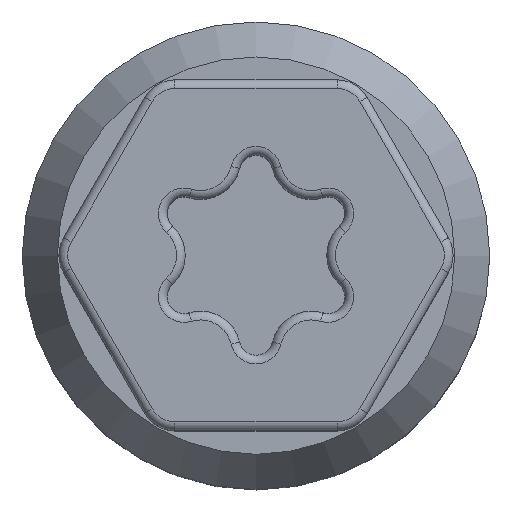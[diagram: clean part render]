
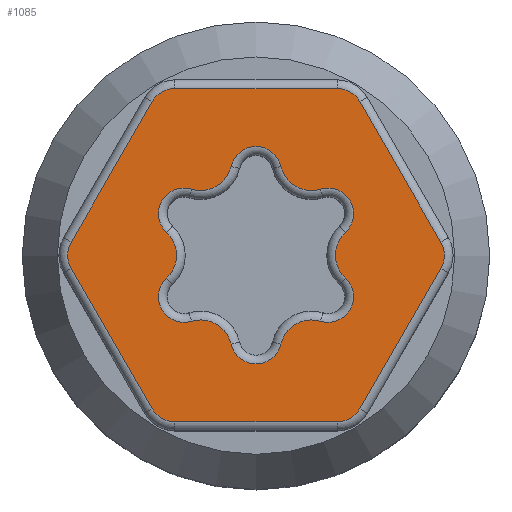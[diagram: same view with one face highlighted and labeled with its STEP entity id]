
A CAD part, top view. The second image highlights one B-rep face of the part: STEP entity #1085.
In plain terms, the highlighted planar face has unit normal (0, 0, 1).
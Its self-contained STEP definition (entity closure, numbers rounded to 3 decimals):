
#47=FACE_BOUND('',#203,.T.);
#62=PLANE('',#1221);
#130=FACE_OUTER_BOUND('',#202,.T.);
#202=EDGE_LOOP('',(#847,#848,#849,#850,#851,#852,#853,#854,#855,#856,#857,
#858));
#203=EDGE_LOOP('',(#859,#860,#861,#862,#863,#864,#865,#866,#867,#868,#869,
#870));
#277=LINE('',#1892,#342);
#278=LINE('',#1894,#343);
#279=LINE('',#1898,#344);
#280=LINE('',#1902,#345);
#281=LINE('',#1906,#346);
#282=LINE('',#1910,#347);
#342=VECTOR('',#1489,1000.);
#343=VECTOR('',#1490,1000.);
#344=VECTOR('',#1493,1000.);
#345=VECTOR('',#1496,1000.);
#346=VECTOR('',#1499,1000.);
#347=VECTOR('',#1502,1000.);
#390=CIRCLE('',#1190,0.6);
#396=CIRCLE('',#1197,0.584);
#400=CIRCLE('',#1202,0.584);
#402=CIRCLE('',#1205,0.712);
#414=CIRCLE('',#1222,0.6);
#415=CIRCLE('',#1223,0.6);
#416=CIRCLE('',#1224,0.6);
#417=CIRCLE('',#1225,0.6);
#418=CIRCLE('',#1226,0.6);
#419=CIRCLE('',#1227,0.712);
#420=CIRCLE('',#1228,0.712);
#421=CIRCLE('',#1229,0.712);
#422=CIRCLE('',#1230,0.584);
#423=CIRCLE('',#1231,0.712);
#424=CIRCLE('',#1232,0.584);
#425=CIRCLE('',#1233,0.584);
#426=CIRCLE('',#1234,0.712);
#427=CIRCLE('',#1235,0.584);
#494=VERTEX_POINT('',#1823);
#495=VERTEX_POINT('',#1824);
#500=VERTEX_POINT('',#1835);
#501=VERTEX_POINT('',#1837);
#504=VERTEX_POINT('',#1844);
#505=VERTEX_POINT('',#1846);
#506=VERTEX_POINT('',#1850);
#507=VERTEX_POINT('',#1851);
#522=VERTEX_POINT('',#1891);
#523=VERTEX_POINT('',#1893);
#524=VERTEX_POINT('',#1895);
#525=VERTEX_POINT('',#1897);
#526=VERTEX_POINT('',#1899);
#527=VERTEX_POINT('',#1901);
#528=VERTEX_POINT('',#1903);
#529=VERTEX_POINT('',#1905);
#530=VERTEX_POINT('',#1907);
#531=VERTEX_POINT('',#1909);
#532=VERTEX_POINT('',#1912);
#533=VERTEX_POINT('',#1915);
#534=VERTEX_POINT('',#1917);
#535=VERTEX_POINT('',#1919);
#536=VERTEX_POINT('',#1922);
#537=VERTEX_POINT('',#1924);
#609=EDGE_CURVE('',#494,#495,#390,.T.);
#615=EDGE_CURVE('',#501,#500,#396,.T.);
#619=EDGE_CURVE('',#505,#504,#400,.T.);
#621=EDGE_CURVE('',#506,#507,#402,.T.);
#641=EDGE_CURVE('',#522,#494,#277,.T.);
#642=EDGE_CURVE('',#495,#523,#278,.T.);
#643=EDGE_CURVE('',#523,#524,#414,.T.);
#644=EDGE_CURVE('',#524,#525,#279,.T.);
#645=EDGE_CURVE('',#525,#526,#415,.T.);
#646=EDGE_CURVE('',#526,#527,#280,.T.);
#647=EDGE_CURVE('',#527,#528,#416,.T.);
#648=EDGE_CURVE('',#528,#529,#281,.T.);
#649=EDGE_CURVE('',#529,#530,#417,.T.);
#650=EDGE_CURVE('',#530,#531,#282,.T.);
#651=EDGE_CURVE('',#531,#522,#418,.T.);
#652=EDGE_CURVE('',#532,#501,#419,.T.);
#653=EDGE_CURVE('',#500,#505,#420,.T.);
#654=EDGE_CURVE('',#504,#533,#421,.T.);
#655=EDGE_CURVE('',#533,#534,#422,.T.);
#656=EDGE_CURVE('',#534,#535,#423,.T.);
#657=EDGE_CURVE('',#535,#506,#424,.T.);
#658=EDGE_CURVE('',#507,#536,#425,.T.);
#659=EDGE_CURVE('',#536,#537,#426,.T.);
#660=EDGE_CURVE('',#537,#532,#427,.T.);
#847=ORIENTED_EDGE('',*,*,#641,.T.);
#848=ORIENTED_EDGE('',*,*,#609,.T.);
#849=ORIENTED_EDGE('',*,*,#642,.T.);
#850=ORIENTED_EDGE('',*,*,#643,.T.);
#851=ORIENTED_EDGE('',*,*,#644,.T.);
#852=ORIENTED_EDGE('',*,*,#645,.T.);
#853=ORIENTED_EDGE('',*,*,#646,.T.);
#854=ORIENTED_EDGE('',*,*,#647,.T.);
#855=ORIENTED_EDGE('',*,*,#648,.T.);
#856=ORIENTED_EDGE('',*,*,#649,.T.);
#857=ORIENTED_EDGE('',*,*,#650,.T.);
#858=ORIENTED_EDGE('',*,*,#651,.T.);
#859=ORIENTED_EDGE('',*,*,#652,.T.);
#860=ORIENTED_EDGE('',*,*,#615,.T.);
#861=ORIENTED_EDGE('',*,*,#653,.T.);
#862=ORIENTED_EDGE('',*,*,#619,.T.);
#863=ORIENTED_EDGE('',*,*,#654,.T.);
#864=ORIENTED_EDGE('',*,*,#655,.T.);
#865=ORIENTED_EDGE('',*,*,#656,.T.);
#866=ORIENTED_EDGE('',*,*,#657,.T.);
#867=ORIENTED_EDGE('',*,*,#621,.T.);
#868=ORIENTED_EDGE('',*,*,#658,.T.);
#869=ORIENTED_EDGE('',*,*,#659,.T.);
#870=ORIENTED_EDGE('',*,*,#660,.T.);
#1085=ADVANCED_FACE('',(#130,#47),#62,.F.);
#1190=AXIS2_PLACEMENT_3D('',#1825,#1417,#1418);
#1197=AXIS2_PLACEMENT_3D('',#1838,#1431,#1432);
#1202=AXIS2_PLACEMENT_3D('',#1847,#1441,#1442);
#1205=AXIS2_PLACEMENT_3D('',#1852,#1447,#1448);
#1221=AXIS2_PLACEMENT_3D('',#1890,#1487,#1488);
#1222=AXIS2_PLACEMENT_3D('',#1896,#1491,#1492);
#1223=AXIS2_PLACEMENT_3D('',#1900,#1494,#1495);
#1224=AXIS2_PLACEMENT_3D('',#1904,#1497,#1498);
#1225=AXIS2_PLACEMENT_3D('',#1908,#1500,#1501);
#1226=AXIS2_PLACEMENT_3D('',#1911,#1503,#1504);
#1227=AXIS2_PLACEMENT_3D('',#1913,#1505,#1506);
#1228=AXIS2_PLACEMENT_3D('',#1914,#1507,#1508);
#1229=AXIS2_PLACEMENT_3D('',#1916,#1509,#1510);
#1230=AXIS2_PLACEMENT_3D('',#1918,#1511,#1512);
#1231=AXIS2_PLACEMENT_3D('',#1920,#1513,#1514);
#1232=AXIS2_PLACEMENT_3D('',#1921,#1515,#1516);
#1233=AXIS2_PLACEMENT_3D('',#1923,#1517,#1518);
#1234=AXIS2_PLACEMENT_3D('',#1925,#1519,#1520);
#1235=AXIS2_PLACEMENT_3D('',#1926,#1521,#1522);
#1417=DIRECTION('center_axis',(0.,0.,1.));
#1418=DIRECTION('ref_axis',(-1.,0.,0.));
#1431=DIRECTION('center_axis',(0.,0.,-1.));
#1432=DIRECTION('ref_axis',(-1.,0.,0.));
#1441=DIRECTION('center_axis',(0.,0.,-1.));
#1442=DIRECTION('ref_axis',(-1.,0.,0.));
#1447=DIRECTION('center_axis',(0.,0.,1.));
#1448=DIRECTION('ref_axis',(-1.,0.,0.));
#1487=DIRECTION('center_axis',(0.,0.,-1.));
#1488=DIRECTION('ref_axis',(-1.,0.,0.));
#1489=DIRECTION('',(-0.5,-0.866,0.));
#1490=DIRECTION('',(0.5,-0.866,0.));
#1491=DIRECTION('center_axis',(0.,0.,1.));
#1492=DIRECTION('ref_axis',(-1.,0.,0.));
#1493=DIRECTION('',(1.,0.,0.));
#1494=DIRECTION('center_axis',(0.,0.,1.));
#1495=DIRECTION('ref_axis',(-1.,0.,0.));
#1496=DIRECTION('',(0.5,0.866,0.));
#1497=DIRECTION('center_axis',(0.,0.,1.));
#1498=DIRECTION('ref_axis',(-1.,0.,0.));
#1499=DIRECTION('',(-0.5,0.866,0.));
#1500=DIRECTION('center_axis',(0.,0.,1.));
#1501=DIRECTION('ref_axis',(-1.,0.,0.));
#1502=DIRECTION('',(-1.,0.,0.));
#1503=DIRECTION('center_axis',(0.,0.,1.));
#1504=DIRECTION('ref_axis',(-1.,0.,0.));
#1505=DIRECTION('center_axis',(0.,0.,1.));
#1506=DIRECTION('ref_axis',(-1.,0.,0.));
#1507=DIRECTION('center_axis',(0.,0.,1.));
#1508=DIRECTION('ref_axis',(-1.,0.,0.));
#1509=DIRECTION('center_axis',(0.,0.,1.));
#1510=DIRECTION('ref_axis',(-1.,0.,0.));
#1511=DIRECTION('center_axis',(0.,0.,-1.));
#1512=DIRECTION('ref_axis',(-1.,0.,0.));
#1513=DIRECTION('center_axis',(0.,0.,1.));
#1514=DIRECTION('ref_axis',(-1.,0.,0.));
#1515=DIRECTION('center_axis',(0.,0.,-1.));
#1516=DIRECTION('ref_axis',(-1.,0.,0.));
#1517=DIRECTION('center_axis',(0.,0.,-1.));
#1518=DIRECTION('ref_axis',(-1.,0.,0.));
#1519=DIRECTION('center_axis',(0.,0.,1.));
#1520=DIRECTION('ref_axis',(-1.,0.,0.));
#1521=DIRECTION('center_axis',(0.,0.,-1.));
#1522=DIRECTION('ref_axis',(-1.,0.,0.));
#1823=CARTESIAN_POINT('',(-4.215,0.3,2.5));
#1824=CARTESIAN_POINT('',(-4.215,-0.3,2.5));
#1825=CARTESIAN_POINT('Origin',(-3.695,0.,
2.5));
#1835=CARTESIAN_POINT('',(-2.04,-0.521,2.5));
#1837=CARTESIAN_POINT('',(-1.471,-1.506,2.5));
#1838=CARTESIAN_POINT('Origin',(-1.642,-0.948,2.5));
#1844=CARTESIAN_POINT('',(-1.471,1.506,2.5));
#1846=CARTESIAN_POINT('',(-2.04,0.521,2.5));
#1847=CARTESIAN_POINT('Origin',(-1.642,0.948,2.5));
#1850=CARTESIAN_POINT('',(2.04,0.521,2.5));
#1851=CARTESIAN_POINT('',(2.04,-0.521,2.5));
#1852=CARTESIAN_POINT('Origin',(2.525,0.,2.5));
#1890=CARTESIAN_POINT('Origin',(0.,4.,2.5));
#1891=CARTESIAN_POINT('',(-2.367,3.5,2.5));
#1892=CARTESIAN_POINT('',(-4.215,0.3,2.5));
#1893=CARTESIAN_POINT('',(-2.367,-3.5,2.5));
#1894=CARTESIAN_POINT('',(-2.367,-3.5,2.5));
#1895=CARTESIAN_POINT('',(-1.848,-3.8,2.5));
#1896=CARTESIAN_POINT('Origin',(-1.848,-3.2,2.5));
#1897=CARTESIAN_POINT('',(1.848,-3.8,2.5));
#1898=CARTESIAN_POINT('',(1.848,-3.8,2.5));
#1899=CARTESIAN_POINT('',(2.367,-3.5,2.5));
#1900=CARTESIAN_POINT('Origin',(1.848,-3.2,2.5));
#1901=CARTESIAN_POINT('',(4.215,-0.3,2.5));
#1902=CARTESIAN_POINT('',(4.215,-0.3,2.5));
#1903=CARTESIAN_POINT('',(4.215,0.3,2.5));
#1904=CARTESIAN_POINT('Origin',(3.695,0.,2.5));
#1905=CARTESIAN_POINT('',(2.367,3.5,2.5));
#1906=CARTESIAN_POINT('',(2.367,3.5,2.5));
#1907=CARTESIAN_POINT('',(1.848,3.8,2.5));
#1908=CARTESIAN_POINT('Origin',(1.848,3.2,2.5));
#1909=CARTESIAN_POINT('',(-1.848,3.8,2.5));
#1910=CARTESIAN_POINT('',(-1.848,3.8,2.5));
#1911=CARTESIAN_POINT('Origin',(-1.848,3.2,2.5));
#1912=CARTESIAN_POINT('',(-0.569,-2.027,2.5));
#1913=CARTESIAN_POINT('Origin',(-1.262,-2.187,2.5));
#1914=CARTESIAN_POINT('Origin',(-2.525,0.,2.5));
#1915=CARTESIAN_POINT('',(-0.569,2.027,2.5));
#1916=CARTESIAN_POINT('Origin',(-1.262,2.187,2.5));
#1917=CARTESIAN_POINT('',(0.569,2.027,2.5));
#1918=CARTESIAN_POINT('Origin',(0.,1.896,2.5));
#1919=CARTESIAN_POINT('',(1.471,1.506,2.5));
#1920=CARTESIAN_POINT('Origin',(1.262,2.187,2.5));
#1921=CARTESIAN_POINT('Origin',(1.642,0.948,2.5));
#1922=CARTESIAN_POINT('',(1.471,-1.506,2.5));
#1923=CARTESIAN_POINT('Origin',(1.642,-0.948,2.5));
#1924=CARTESIAN_POINT('',(0.569,-2.027,2.5));
#1925=CARTESIAN_POINT('Origin',(1.262,-2.187,2.5));
#1926=CARTESIAN_POINT('Origin',(0.,-1.896,2.5));
